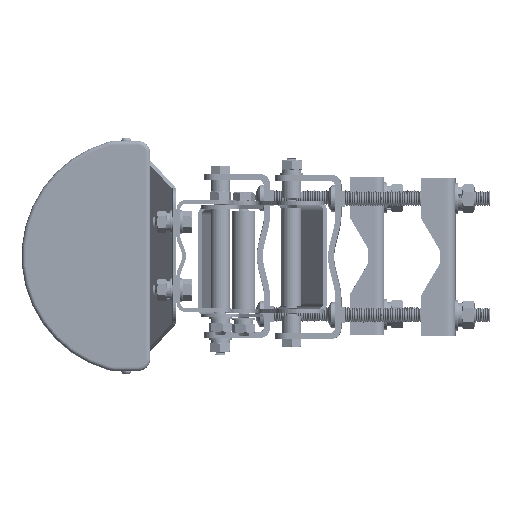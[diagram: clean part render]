
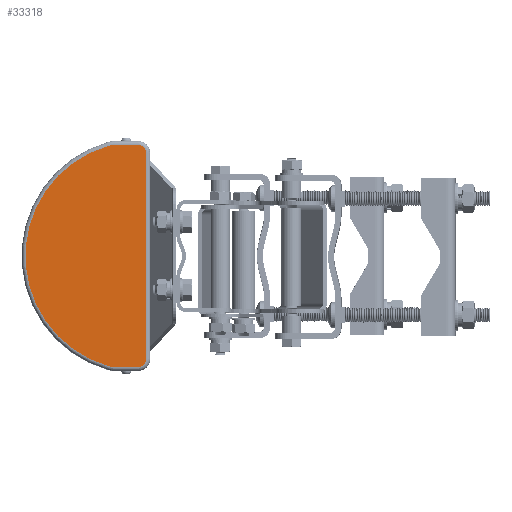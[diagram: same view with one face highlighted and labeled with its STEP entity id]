
A CAD part, left-side view. The second image highlights one B-rep face of the part: STEP entity #33318.
In plain terms, the highlighted planar face has unit normal (-1, 0, 0).
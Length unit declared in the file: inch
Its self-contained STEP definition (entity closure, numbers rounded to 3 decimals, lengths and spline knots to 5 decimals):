
#2632 = EDGE_CURVE ( 'NONE', #41994, #36365, #50268, .T. ) ;
#3324 = VECTOR ( 'NONE', #96430, 39.37008 ) ;
#3353 = EDGE_CURVE ( 'NONE', #67415, #101090, #31433, .T. ) ;
#3815 = CIRCLE ( 'NONE', #87569, 0.17126 ) ;
#3986 = ORIENTED_EDGE ( 'NONE', *, *, #90615, .T. ) ;
#6107 = AXIS2_PLACEMENT_3D ( 'NONE', #64451, #139963, #75274 ) ;
#8340 = FACE_OUTER_BOUND ( 'NONE', #60515, .T. ) ;
#10981 = ORIENTED_EDGE ( 'NONE', *, *, #3353, .T. ) ;
#11433 = CARTESIAN_POINT ( 'NONE',  ( -36.5625, 0.72266, -2.25591 ) ) ;
#13215 = AXIS2_PLACEMENT_3D ( 'NONE', #87912, #23342, #98737 ) ;
#16644 = VERTEX_POINT ( 'NONE', #11433 ) ;
#18083 = CARTESIAN_POINT ( 'NONE',  ( -36.5625, 0.25, -2.25591 ) ) ;
#18862 = CARTESIAN_POINT ( 'NONE',  ( -36.5625, 0.72266, 2.25591 ) ) ;
#20993 = CARTESIAN_POINT ( 'NONE',  ( -36.5625, 0.25, -2.25591 ) ) ;
#23342 = DIRECTION ( 'NONE',  ( -1., 0., 0. ) ) ;
#24990 = CARTESIAN_POINT ( 'NONE',  ( -36.5625, 0.83646, 2.24024 ) ) ;
#25938 = CIRCLE ( 'NONE', #49054, 0.42126 ) ;
#28639 = CARTESIAN_POINT ( 'NONE',  ( -36.5625, 0.25, 2.08465 ) ) ;
#31433 = LINE ( 'NONE', #125847, #139514 ) ;
#33318 = ADVANCED_FACE ( 'NONE', ( #8340 ), #85660, .T. ) ;
#36365 = VERTEX_POINT ( 'NONE', #138443 ) ;
#37295 = CARTESIAN_POINT ( 'NONE',  ( -36.5625, 0.72266, 1.83465 ) ) ;
#38358 = CARTESIAN_POINT ( 'NONE',  ( -36.5625, 0.72266, -1.83465 ) ) ;
#39454 = DIRECTION ( 'NONE',  ( 0., 0., 1. ) ) ;
#41994 = VERTEX_POINT ( 'NONE', #139931 ) ;
#45596 = ORIENTED_EDGE ( 'NONE', *, *, #94503, .T. ) ;
#47887 = ORIENTED_EDGE ( 'NONE', *, *, #2632, .T. ) ;
#48144 = DIRECTION ( 'NONE',  ( 0., 0., 1. ) ) ;
#48310 = CARTESIAN_POINT ( 'NONE',  ( -36.5625, 0.25, 2.25591 ) ) ;
#49052 = CIRCLE ( 'NONE', #102893, 0.42126 ) ;
#49054 = AXIS2_PLACEMENT_3D ( 'NONE', #37295, #112781, #48144 ) ;
#49211 = DIRECTION ( 'NONE',  ( 0., 0., 1. ) ) ;
#50268 = LINE ( 'NONE', #53150, #136394 ) ;
#51991 = EDGE_CURVE ( 'NONE', #112433, #41994, #3815, .T. ) ;
#53056 = CARTESIAN_POINT ( 'NONE',  ( -36.5625, 0.25, -2.08465 ) ) ;
#53150 = CARTESIAN_POINT ( 'NONE',  ( -36.5625, 0.07874, 2.08465 ) ) ;
#55624 = ORIENTED_EDGE ( 'NONE', *, *, #77546, .T. ) ;
#58383 = VERTEX_POINT ( 'NONE', #24990 ) ;
#60515 = EDGE_LOOP ( 'NONE', ( #10981, #116483, #45596, #3986, #55624, #70897, #47887, #80470 ) ) ;
#63891 = DIRECTION ( 'NONE',  ( 0., 0., 1. ) ) ;
#64451 = CARTESIAN_POINT ( 'NONE',  ( -36.5625, 0.25, -2.08465 ) ) ;
#67415 = VERTEX_POINT ( 'NONE', #48310 ) ;
#70897 = ORIENTED_EDGE ( 'NONE', *, *, #51991, .T. ) ;
#72075 = DIRECTION ( 'NONE',  ( 0., 1., 0. ) ) ;
#75274 = DIRECTION ( 'NONE',  ( 0., 0., 1. ) ) ;
#77546 = EDGE_CURVE ( 'NONE', #16644, #112433, #85997, .T. ) ;
#80470 = ORIENTED_EDGE ( 'NONE', *, *, #136972, .T. ) ;
#82764 = VERTEX_POINT ( 'NONE', #132480 ) ;
#85660 = PLANE ( 'NONE',  #6107 ) ;
#85997 = LINE ( 'NONE', #20993, #3324 ) ;
#87569 = AXIS2_PLACEMENT_3D ( 'NONE', #53056, #128511, #63891 ) ;
#87912 = CARTESIAN_POINT ( 'NONE',  ( -36.5625, 0.20789, 0. ) ) ;
#90615 = EDGE_CURVE ( 'NONE', #82764, #16644, #49052, .T. ) ;
#94503 = EDGE_CURVE ( 'NONE', #58383, #82764, #123859, .T. ) ;
#96430 = DIRECTION ( 'NONE',  ( 0., -1., 0. ) ) ;
#98737 = DIRECTION ( 'NONE',  ( 0., 0., 1. ) ) ;
#101090 = VERTEX_POINT ( 'NONE', #18862 ) ;
#102416 = CIRCLE ( 'NONE', #120898, 0.17126 ) ;
#102893 = AXIS2_PLACEMENT_3D ( 'NONE', #38358, #113811, #49211 ) ;
#104094 = DIRECTION ( 'NONE',  ( -1., 0., 0. ) ) ;
#112433 = VERTEX_POINT ( 'NONE', #18083 ) ;
#112781 = DIRECTION ( 'NONE',  ( -1., 0., 0. ) ) ;
#113811 = DIRECTION ( 'NONE',  ( -1., 0., 0. ) ) ;
#116483 = ORIENTED_EDGE ( 'NONE', *, *, #122000, .T. ) ;
#117731 = DIRECTION ( 'NONE',  ( 0., 0., 1. ) ) ;
#120898 = AXIS2_PLACEMENT_3D ( 'NONE', #28639, #104094, #39454 ) ;
#122000 = EDGE_CURVE ( 'NONE', #101090, #58383, #25938, .T. ) ;
#123859 = CIRCLE ( 'NONE', #13215, 2.32675 ) ;
#125847 = CARTESIAN_POINT ( 'NONE',  ( -36.5625, 0.72266, 2.25591 ) ) ;
#128511 = DIRECTION ( 'NONE',  ( -1., 0., 0. ) ) ;
#132480 = CARTESIAN_POINT ( 'NONE',  ( -36.5625, 0.83646, -2.24024 ) ) ;
#136394 = VECTOR ( 'NONE', #117731, 39.37008 ) ;
#136972 = EDGE_CURVE ( 'NONE', #36365, #67415, #102416, .T. ) ;
#138443 = CARTESIAN_POINT ( 'NONE',  ( -36.5625, 0.07874, 2.08465 ) ) ;
#139514 = VECTOR ( 'NONE', #72075, 39.37008 ) ;
#139931 = CARTESIAN_POINT ( 'NONE',  ( -36.5625, 0.07874, -2.08465 ) ) ;
#139963 = DIRECTION ( 'NONE',  ( -1., 0., 0. ) ) ;
